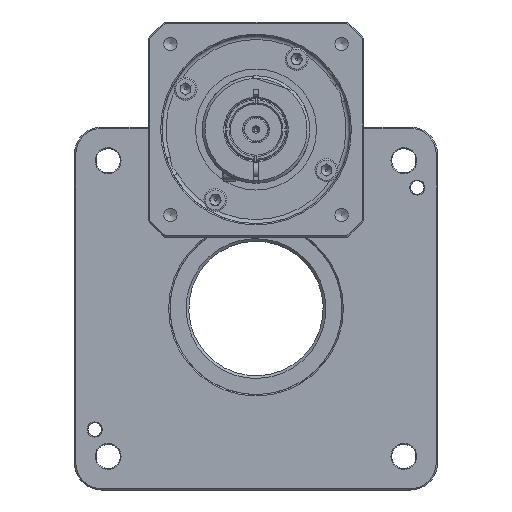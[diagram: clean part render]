
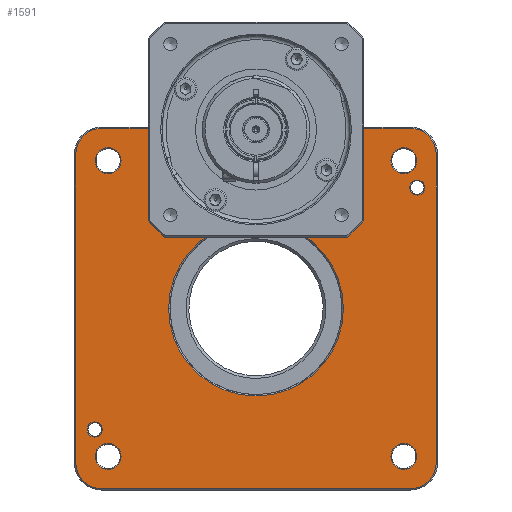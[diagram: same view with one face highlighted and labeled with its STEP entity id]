
A CAD part, front view. The second image highlights one B-rep face of the part: STEP entity #1591.
In plain terms, the highlighted planar face has unit normal (0, -1, 0).
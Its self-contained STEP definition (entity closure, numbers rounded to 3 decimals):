
#270=CARTESIAN_POINT('',(55.,0.,-50.2));
#271=VERTEX_POINT('',#270);
#272=CARTESIAN_POINT('',(55.,0.,-55.0));
#273=DIRECTION('',(0.0,1.0,0.0));
#274=DIRECTION('',(0.0,0.0,1.0));
#275=AXIS2_PLACEMENT_3D('',#272,#273,#274);
#276=CIRCLE('',#275,4.8);
#277=EDGE_CURVE('',#271,#271,#276,.T.);
#298=CARTESIAN_POINT('',(55.,0.,59.8));
#299=VERTEX_POINT('',#298);
#300=CARTESIAN_POINT('',(55.,0.,55.0));
#301=DIRECTION('',(0.0,1.0,0.0));
#302=DIRECTION('',(0.0,0.0,1.0));
#303=AXIS2_PLACEMENT_3D('',#300,#301,#302);
#304=CIRCLE('',#303,4.8);
#305=EDGE_CURVE('',#299,#299,#304,.T.);
#326=CARTESIAN_POINT('',(-55.,0.,59.8));
#327=VERTEX_POINT('',#326);
#328=CARTESIAN_POINT('',(-55.,0.,55.0));
#329=DIRECTION('',(0.0,1.0,0.0));
#330=DIRECTION('',(0.0,0.0,1.0));
#331=AXIS2_PLACEMENT_3D('',#328,#329,#330);
#332=CIRCLE('',#331,4.8);
#333=EDGE_CURVE('',#327,#327,#332,.T.);
#354=CARTESIAN_POINT('',(-55.,0.,-50.2));
#355=VERTEX_POINT('',#354);
#356=CARTESIAN_POINT('',(-55.,0.,-55.0));
#357=DIRECTION('',(0.0,1.0,0.0));
#358=DIRECTION('',(0.0,0.0,1.0));
#359=AXIS2_PLACEMENT_3D('',#356,#357,#358);
#360=CIRCLE('',#359,4.8);
#361=EDGE_CURVE('',#355,#355,#360,.T.);
#382=CARTESIAN_POINT('',(0.0,0.0,88.1));
#383=VERTEX_POINT('',#382);
#384=CARTESIAN_POINT('',(0.0,0.0,66.6));
#385=DIRECTION('',(0.0,1.0,0.0));
#386=DIRECTION('',(0.0,0.0,1.0));
#387=AXIS2_PLACEMENT_3D('',#384,#385,#386);
#388=CIRCLE('',#387,21.5);
#389=EDGE_CURVE('',#383,#383,#388,.T.);
#410=CARTESIAN_POINT('',(0.0,0.0,32.5));
#411=VERTEX_POINT('',#410);
#412=CARTESIAN_POINT('',(0.0,0.0,0.0));
#413=DIRECTION('',(0.0,1.0,0.0));
#414=DIRECTION('',(0.0,0.0,1.0));
#415=AXIS2_PLACEMENT_3D('',#412,#413,#414);
#416=CIRCLE('',#415,32.5);
#417=EDGE_CURVE('',#411,#411,#416,.T.);
#709=CARTESIAN_POINT('',(60.,0.,47.8));
#710=VERTEX_POINT('',#709);
#711=CARTESIAN_POINT('',(60.,0.,45.0));
#712=DIRECTION('',(0.0,1.0,0.0));
#713=DIRECTION('',(0.0,0.0,1.0));
#714=AXIS2_PLACEMENT_3D('',#711,#712,#713);
#715=CIRCLE('',#714,2.8);
#716=EDGE_CURVE('',#710,#710,#715,.T.);
#765=CARTESIAN_POINT('',(-60.,0.,-42.2));
#766=VERTEX_POINT('',#765);
#767=CARTESIAN_POINT('',(-60.,0.,-45.0));
#768=DIRECTION('',(0.0,1.0,0.0));
#769=DIRECTION('',(0.0,0.0,1.0));
#770=AXIS2_PLACEMENT_3D('',#767,#768,#769);
#771=CIRCLE('',#770,2.8);
#772=EDGE_CURVE('',#766,#766,#771,.T.);
#845=CARTESIAN_POINT('',(5.296,0.,98.287));
#846=VERTEX_POINT('',#845);
#847=CARTESIAN_POINT('',(5.296,0.,96.637));
#848=DIRECTION('',(0.0,-1.0,0.0));
#849=DIRECTION('',(0.0,0.0,1.0));
#850=AXIS2_PLACEMENT_3D('',#847,#848,#849);
#851=CIRCLE('',#850,1.65);
#852=EDGE_CURVE('',#846,#846,#851,.T.);
#882=CARTESIAN_POINT('',(30.037,0.,62.954));
#883=VERTEX_POINT('',#882);
#884=CARTESIAN_POINT('',(30.037,0.,61.304));
#885=DIRECTION('',(0.0,-1.0,0.0));
#886=DIRECTION('',(0.0,0.0,1.0));
#887=AXIS2_PLACEMENT_3D('',#884,#885,#886);
#888=CIRCLE('',#887,1.65);
#889=EDGE_CURVE('',#883,#883,#888,.T.);
#919=CARTESIAN_POINT('',(-5.296,0.,38.213));
#920=VERTEX_POINT('',#919);
#921=CARTESIAN_POINT('',(-5.296,0.,36.563));
#922=DIRECTION('',(0.0,-1.0,0.0));
#923=DIRECTION('',(0.0,0.0,1.0));
#924=AXIS2_PLACEMENT_3D('',#921,#922,#923);
#925=CIRCLE('',#924,1.65);
#926=EDGE_CURVE('',#920,#920,#925,.T.);
#956=CARTESIAN_POINT('',(-30.037,0.,73.546));
#957=VERTEX_POINT('',#956);
#958=CARTESIAN_POINT('',(-30.037,0.,71.896));
#959=DIRECTION('',(0.0,-1.0,0.0));
#960=DIRECTION('',(0.0,0.0,1.0));
#961=AXIS2_PLACEMENT_3D('',#958,#959,#960);
#962=CIRCLE('',#961,1.65);
#963=EDGE_CURVE('',#957,#957,#962,.T.);
#1445=CARTESIAN_POINT('',(0.0,0.0,0.0));
#1446=DIRECTION('',(0.0,-1.0,0.0));
#1447=DIRECTION('',(0.0,0.0,-1.0));
#1448=AXIS2_PLACEMENT_3D('',#1445,#1446,#1447);
#1449=PLANE('',#1448);
#1450=CARTESIAN_POINT('',(67.,0.,57.5));
#1451=VERTEX_POINT('',#1450);
#1452=CARTESIAN_POINT('',(57.5,0.,67.));
#1453=VERTEX_POINT('',#1452);
#1454=CARTESIAN_POINT('',(57.5,0.,57.5));
#1455=DIRECTION('',(0.0,-1.0,0.0));
#1456=DIRECTION('',(0.0,0.0,1.0));
#1457=AXIS2_PLACEMENT_3D('',#1454,#1455,#1456);
#1458=CIRCLE('',#1457,9.5);
#1459=EDGE_CURVE('',#1451,#1453,#1458,.T.);
#1460=ORIENTED_EDGE('',*,*,#1459,.T.);
#1461=CARTESIAN_POINT('',(40.415,0.,67.0));
#1462=VERTEX_POINT('',#1461);
#1463=CARTESIAN_POINT('',(57.5,0.,67.0));
#1464=DIRECTION('',(-1.0,0.0,0.0));
#1465=VECTOR('',#1464,17.085);
#1466=LINE('',#1463,#1465);
#1467=EDGE_CURVE('',#1453,#1462,#1466,.T.);
#1468=ORIENTED_EDGE('',*,*,#1467,.T.);
#1469=CARTESIAN_POINT('',(34.008,0.,72.406));
#1470=VERTEX_POINT('',#1469);
#1471=CARTESIAN_POINT('',(40.415,0.,73.5));
#1472=DIRECTION('',(0.0,1.0,0.0));
#1473=DIRECTION('',(0.0,0.0,1.0));
#1474=AXIS2_PLACEMENT_3D('',#1471,#1472,#1473);
#1475=CIRCLE('',#1474,6.5);
#1476=EDGE_CURVE('',#1462,#1470,#1475,.T.);
#1477=ORIENTED_EDGE('',*,*,#1476,.T.);
#1478=CARTESIAN_POINT('',(-34.008,0.,72.406));
#1479=VERTEX_POINT('',#1478);
#1480=CARTESIAN_POINT('',(0.0,0.0,66.6));
#1481=DIRECTION('',(0.0,-1.0,0.0));
#1482=DIRECTION('',(0.0,0.0,1.0));
#1483=AXIS2_PLACEMENT_3D('',#1480,#1481,#1482);
#1484=CIRCLE('',#1483,34.5);
#1485=EDGE_CURVE('',#1470,#1479,#1484,.T.);
#1486=ORIENTED_EDGE('',*,*,#1485,.T.);
#1487=CARTESIAN_POINT('',(-40.415,0.,67.0));
#1488=VERTEX_POINT('',#1487);
#1489=CARTESIAN_POINT('',(-40.415,0.,73.5));
#1490=DIRECTION('',(0.0,1.0,0.0));
#1491=DIRECTION('',(0.0,0.0,1.0));
#1492=AXIS2_PLACEMENT_3D('',#1489,#1490,#1491);
#1493=CIRCLE('',#1492,6.5);
#1494=EDGE_CURVE('',#1479,#1488,#1493,.T.);
#1495=ORIENTED_EDGE('',*,*,#1494,.T.);
#1496=CARTESIAN_POINT('',(-57.5,0.,67.0));
#1497=VERTEX_POINT('',#1496);
#1498=CARTESIAN_POINT('',(-40.415,0.,67.0));
#1499=DIRECTION('',(-1.0,0.0,0.0));
#1500=VECTOR('',#1499,17.085);
#1501=LINE('',#1498,#1500);
#1502=EDGE_CURVE('',#1488,#1497,#1501,.T.);
#1503=ORIENTED_EDGE('',*,*,#1502,.T.);
#1504=CARTESIAN_POINT('',(-67.,0.,57.5));
#1505=VERTEX_POINT('',#1504);
#1506=CARTESIAN_POINT('',(-57.5,0.,57.5));
#1507=DIRECTION('',(0.0,-1.0,0.0));
#1508=DIRECTION('',(0.0,0.0,1.0));
#1509=AXIS2_PLACEMENT_3D('',#1506,#1507,#1508);
#1510=CIRCLE('',#1509,9.5);
#1511=EDGE_CURVE('',#1497,#1505,#1510,.T.);
#1512=ORIENTED_EDGE('',*,*,#1511,.T.);
#1513=CARTESIAN_POINT('',(-67.,0.,-57.5));
#1514=VERTEX_POINT('',#1513);
#1515=CARTESIAN_POINT('',(-67.,0.,57.5));
#1516=DIRECTION('',(0.0,0.0,-1.0));
#1517=VECTOR('',#1516,115.);
#1518=LINE('',#1515,#1517);
#1519=EDGE_CURVE('',#1505,#1514,#1518,.T.);
#1520=ORIENTED_EDGE('',*,*,#1519,.T.);
#1521=CARTESIAN_POINT('',(-57.5,0.,-67.0));
#1522=VERTEX_POINT('',#1521);
#1523=CARTESIAN_POINT('',(-57.5,0.,-57.5));
#1524=DIRECTION('',(0.0,-1.0,0.0));
#1525=DIRECTION('',(0.0,0.0,1.0));
#1526=AXIS2_PLACEMENT_3D('',#1523,#1524,#1525);
#1527=CIRCLE('',#1526,9.5);
#1528=EDGE_CURVE('',#1514,#1522,#1527,.T.);
#1529=ORIENTED_EDGE('',*,*,#1528,.T.);
#1530=CARTESIAN_POINT('',(57.5,0.,-67.0));
#1531=VERTEX_POINT('',#1530);
#1532=CARTESIAN_POINT('',(-57.5,0.,-67.0));
#1533=DIRECTION('',(1.0,0.0,0.0));
#1534=VECTOR('',#1533,115.);
#1535=LINE('',#1532,#1534);
#1536=EDGE_CURVE('',#1522,#1531,#1535,.T.);
#1537=ORIENTED_EDGE('',*,*,#1536,.T.);
#1538=CARTESIAN_POINT('',(67.,0.,-57.5));
#1539=VERTEX_POINT('',#1538);
#1540=CARTESIAN_POINT('',(57.5,0.,-57.5));
#1541=DIRECTION('',(0.0,-1.0,0.0));
#1542=DIRECTION('',(0.0,0.0,1.0));
#1543=AXIS2_PLACEMENT_3D('',#1540,#1541,#1542);
#1544=CIRCLE('',#1543,9.5);
#1545=EDGE_CURVE('',#1531,#1539,#1544,.T.);
#1546=ORIENTED_EDGE('',*,*,#1545,.T.);
#1547=CARTESIAN_POINT('',(67.,0.,-57.5));
#1548=DIRECTION('',(0.0,0.0,1.0));
#1549=VECTOR('',#1548,115.0);
#1550=LINE('',#1547,#1549);
#1551=EDGE_CURVE('',#1539,#1451,#1550,.T.);
#1552=ORIENTED_EDGE('',*,*,#1551,.T.);
#1553=EDGE_LOOP('',(#1460,#1468,#1477,#1486,#1495,#1503,#1512,#1520,#1529,#1537,#1546,#1552));
#1554=FACE_OUTER_BOUND('',#1553,.T.);
#1555=ORIENTED_EDGE('',*,*,#361,.T.);
#1556=EDGE_LOOP('',(#1555));
#1557=FACE_BOUND('',#1556,.T.);
#1558=ORIENTED_EDGE('',*,*,#333,.T.);
#1559=EDGE_LOOP('',(#1558));
#1560=FACE_BOUND('',#1559,.T.);
#1561=ORIENTED_EDGE('',*,*,#305,.T.);
#1562=EDGE_LOOP('',(#1561));
#1563=FACE_BOUND('',#1562,.T.);
#1564=ORIENTED_EDGE('',*,*,#277,.T.);
#1565=EDGE_LOOP('',(#1564));
#1566=FACE_BOUND('',#1565,.T.);
#1567=ORIENTED_EDGE('',*,*,#389,.T.);
#1568=EDGE_LOOP('',(#1567));
#1569=FACE_BOUND('',#1568,.T.);
#1570=ORIENTED_EDGE('',*,*,#417,.T.);
#1571=EDGE_LOOP('',(#1570));
#1572=FACE_BOUND('',#1571,.T.);
#1573=ORIENTED_EDGE('',*,*,#772,.T.);
#1574=EDGE_LOOP('',(#1573));
#1575=FACE_BOUND('',#1574,.T.);
#1576=ORIENTED_EDGE('',*,*,#716,.T.);
#1577=EDGE_LOOP('',(#1576));
#1578=FACE_BOUND('',#1577,.T.);
#1579=ORIENTED_EDGE('',*,*,#963,.F.);
#1580=EDGE_LOOP('',(#1579));
#1581=FACE_BOUND('',#1580,.T.);
#1582=ORIENTED_EDGE('',*,*,#926,.F.);
#1583=EDGE_LOOP('',(#1582));
#1584=FACE_BOUND('',#1583,.T.);
#1585=ORIENTED_EDGE('',*,*,#889,.F.);
#1586=EDGE_LOOP('',(#1585));
#1587=FACE_BOUND('',#1586,.T.);
#1588=ORIENTED_EDGE('',*,*,#852,.F.);
#1589=EDGE_LOOP('',(#1588));
#1590=FACE_BOUND('',#1589,.T.);
#1591=ADVANCED_FACE('',(#1554,#1557,#1560,#1563,#1566,#1569,#1572,#1575,#1578,#1581,#1584,#1587,#1590),#1449,.T.);
